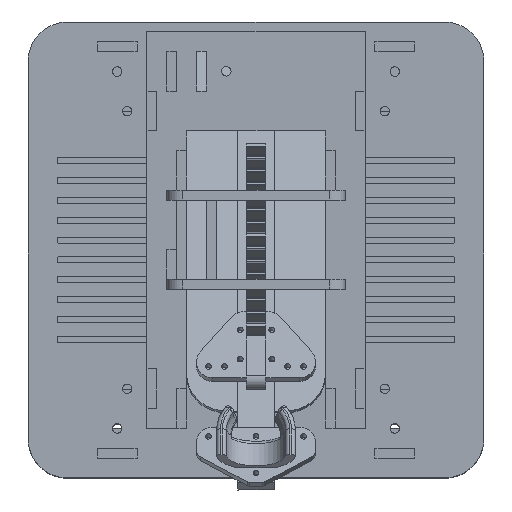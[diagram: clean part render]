
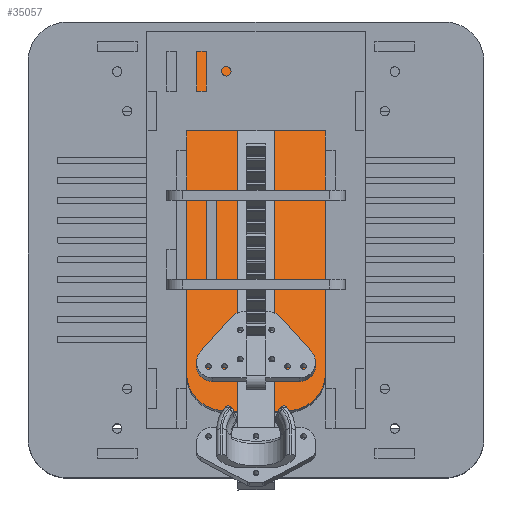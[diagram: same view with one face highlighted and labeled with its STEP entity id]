
A CAD part, top view. The second image highlights one B-rep face of the part: STEP entity #35057.
In plain terms, the highlighted planar face has unit normal (0, 0.375, 0.927).
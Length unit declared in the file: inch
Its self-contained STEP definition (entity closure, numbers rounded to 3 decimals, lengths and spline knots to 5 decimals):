
#688=FACE_BOUND('',#5762,.T.);
#689=FACE_BOUND('',#5763,.T.);
#690=FACE_BOUND('',#5764,.T.);
#691=FACE_BOUND('',#5765,.T.);
#692=FACE_BOUND('',#5766,.T.);
#693=FACE_BOUND('',#5767,.T.);
#694=FACE_BOUND('',#5768,.T.);
#695=FACE_BOUND('',#5769,.T.);
#696=FACE_BOUND('',#5770,.T.);
#697=FACE_BOUND('',#5771,.T.);
#698=FACE_BOUND('',#5772,.T.);
#1813=PLANE('',#38125);
#3561=FACE_OUTER_BOUND('',#5761,.T.);
#5761=EDGE_LOOP('',(#32097,#32098,#32099,#32100,#32101,#32102));
#5762=EDGE_LOOP('',(#32103));
#5763=EDGE_LOOP('',(#32104));
#5764=EDGE_LOOP('',(#32105));
#5765=EDGE_LOOP('',(#32106));
#5766=EDGE_LOOP('',(#32107));
#5767=EDGE_LOOP('',(#32108));
#5768=EDGE_LOOP('',(#32109));
#5769=EDGE_LOOP('',(#32110));
#5770=EDGE_LOOP('',(#32111));
#5771=EDGE_LOOP('',(#32112));
#5772=EDGE_LOOP('',(#32113));
#9426=LINE('',#57228,#13279);
#9429=LINE('',#57234,#13282);
#9433=LINE('',#57246,#13286);
#9437=LINE('',#57256,#13290);
#13279=VECTOR('',#47206,0.3937);
#13282=VECTOR('',#47211,0.3937);
#13286=VECTOR('',#47223,0.3937);
#13290=VECTOR('',#47235,0.3937);
#14697=CIRCLE('',#38083,0.0925);
#14699=CIRCLE('',#38086,0.075);
#14701=CIRCLE('',#38089,0.0925);
#14703=CIRCLE('',#38092,0.075);
#14705=CIRCLE('',#38095,0.075);
#14707=CIRCLE('',#38098,0.075);
#14709=CIRCLE('',#38101,0.075);
#14711=CIRCLE('',#38104,0.075);
#14713=CIRCLE('',#38107,0.075);
#14715=CIRCLE('',#38110,0.075);
#14717=CIRCLE('',#38113,0.075);
#14720=CIRCLE('',#38119,1.);
#14722=CIRCLE('',#38123,1.);
#17753=VERTEX_POINT('',#57156);
#17755=VERTEX_POINT('',#57162);
#17757=VERTEX_POINT('',#57168);
#17759=VERTEX_POINT('',#57174);
#17761=VERTEX_POINT('',#57180);
#17763=VERTEX_POINT('',#57186);
#17765=VERTEX_POINT('',#57192);
#17767=VERTEX_POINT('',#57198);
#17769=VERTEX_POINT('',#57204);
#17771=VERTEX_POINT('',#57210);
#17773=VERTEX_POINT('',#57216);
#17777=VERTEX_POINT('',#57225);
#17778=VERTEX_POINT('',#57227);
#17780=VERTEX_POINT('',#57233);
#17782=VERTEX_POINT('',#57239);
#17784=VERTEX_POINT('',#57245);
#17786=VERTEX_POINT('',#57251);
#22561=EDGE_CURVE('',#17753,#17753,#14697,.T.);
#22564=EDGE_CURVE('',#17755,#17755,#14699,.T.);
#22567=EDGE_CURVE('',#17757,#17757,#14701,.T.);
#22570=EDGE_CURVE('',#17759,#17759,#14703,.T.);
#22573=EDGE_CURVE('',#17761,#17761,#14705,.T.);
#22576=EDGE_CURVE('',#17763,#17763,#14707,.T.);
#22579=EDGE_CURVE('',#17765,#17765,#14709,.T.);
#22582=EDGE_CURVE('',#17767,#17767,#14711,.T.);
#22585=EDGE_CURVE('',#17769,#17769,#14713,.T.);
#22588=EDGE_CURVE('',#17771,#17771,#14715,.T.);
#22591=EDGE_CURVE('',#17773,#17773,#14717,.T.);
#22596=EDGE_CURVE('',#17778,#17777,#9426,.T.);
#22599=EDGE_CURVE('',#17780,#17778,#9429,.T.);
#22602=EDGE_CURVE('',#17782,#17780,#14720,.T.);
#22605=EDGE_CURVE('',#17784,#17782,#9433,.T.);
#22608=EDGE_CURVE('',#17786,#17784,#14722,.T.);
#22611=EDGE_CURVE('',#17777,#17786,#9437,.T.);
#32097=ORIENTED_EDGE('',*,*,#22611,.T.);
#32098=ORIENTED_EDGE('',*,*,#22608,.T.);
#32099=ORIENTED_EDGE('',*,*,#22605,.T.);
#32100=ORIENTED_EDGE('',*,*,#22602,.T.);
#32101=ORIENTED_EDGE('',*,*,#22599,.T.);
#32102=ORIENTED_EDGE('',*,*,#22596,.T.);
#32103=ORIENTED_EDGE('',*,*,#22591,.T.);
#32104=ORIENTED_EDGE('',*,*,#22588,.T.);
#32105=ORIENTED_EDGE('',*,*,#22585,.T.);
#32106=ORIENTED_EDGE('',*,*,#22582,.T.);
#32107=ORIENTED_EDGE('',*,*,#22579,.T.);
#32108=ORIENTED_EDGE('',*,*,#22576,.T.);
#32109=ORIENTED_EDGE('',*,*,#22573,.T.);
#32110=ORIENTED_EDGE('',*,*,#22570,.T.);
#32111=ORIENTED_EDGE('',*,*,#22567,.T.);
#32112=ORIENTED_EDGE('',*,*,#22564,.T.);
#32113=ORIENTED_EDGE('',*,*,#22561,.T.);
#35057=ADVANCED_FACE('',(#3561,#688,#689,#690,#691,#692,#693,#694,#695,
#696,#697,#698),#1813,.T.);
#38083=AXIS2_PLACEMENT_3D('',#57157,#47127,#47128);
#38086=AXIS2_PLACEMENT_3D('',#57163,#47134,#47135);
#38089=AXIS2_PLACEMENT_3D('',#57169,#47141,#47142);
#38092=AXIS2_PLACEMENT_3D('',#57175,#47148,#47149);
#38095=AXIS2_PLACEMENT_3D('',#57181,#47155,#47156);
#38098=AXIS2_PLACEMENT_3D('',#57187,#47162,#47163);
#38101=AXIS2_PLACEMENT_3D('',#57193,#47169,#47170);
#38104=AXIS2_PLACEMENT_3D('',#57199,#47176,#47177);
#38107=AXIS2_PLACEMENT_3D('',#57205,#47183,#47184);
#38110=AXIS2_PLACEMENT_3D('',#57211,#47190,#47191);
#38113=AXIS2_PLACEMENT_3D('',#57217,#47197,#47198);
#38119=AXIS2_PLACEMENT_3D('',#57240,#47217,#47218);
#38123=AXIS2_PLACEMENT_3D('',#57252,#47229,#47230);
#38125=AXIS2_PLACEMENT_3D('',#57257,#47236,#47237);
#47127=DIRECTION('center_axis',(0.,-0.375,
-0.927));
#47128=DIRECTION('ref_axis',(-1.,0.,0.));
#47134=DIRECTION('center_axis',(0.,-0.375,
-0.927));
#47135=DIRECTION('ref_axis',(-1.,0.,0.));
#47141=DIRECTION('center_axis',(0.,-0.375,
-0.927));
#47142=DIRECTION('ref_axis',(-1.,0.,0.));
#47148=DIRECTION('center_axis',(0.,-0.375,
-0.927));
#47149=DIRECTION('ref_axis',(-1.,0.,0.));
#47155=DIRECTION('center_axis',(0.,-0.375,
-0.927));
#47156=DIRECTION('ref_axis',(-1.,0.,0.));
#47162=DIRECTION('center_axis',(0.,-0.375,
-0.927));
#47163=DIRECTION('ref_axis',(-1.,0.,0.));
#47169=DIRECTION('center_axis',(0.,-0.375,
-0.927));
#47170=DIRECTION('ref_axis',(-1.,0.,0.));
#47176=DIRECTION('center_axis',(0.,-0.375,
-0.927));
#47177=DIRECTION('ref_axis',(-1.,0.,0.));
#47183=DIRECTION('center_axis',(0.,-0.375,
-0.927));
#47184=DIRECTION('ref_axis',(-1.,0.,0.));
#47190=DIRECTION('center_axis',(0.,-0.375,
-0.927));
#47191=DIRECTION('ref_axis',(-1.,0.,0.));
#47197=DIRECTION('center_axis',(0.,-0.375,
-0.927));
#47198=DIRECTION('ref_axis',(-1.,0.,0.));
#47206=DIRECTION('',(-1.,0.,0.));
#47211=DIRECTION('',(0.,0.927,-0.375));
#47217=DIRECTION('center_axis',(0.,0.375,
0.927));
#47218=DIRECTION('ref_axis',(0.,-0.927,0.375));
#47223=DIRECTION('',(1.,0.,0.));
#47229=DIRECTION('center_axis',(0.,0.375,
0.927));
#47230=DIRECTION('ref_axis',(-1.,0.,0.));
#47235=DIRECTION('',(0.,-0.927,0.375));
#47236=DIRECTION('center_axis',(0.,0.375,
0.927));
#47237=DIRECTION('ref_axis',(-1.,0.,0.));
#57156=CARTESIAN_POINT('',(0.555,4.97231,6.49701));
#57157=CARTESIAN_POINT('Origin',(0.4625,4.97231,6.49701));
#57162=CARTESIAN_POINT('',(0.075,1.95896,7.71448));
#57163=CARTESIAN_POINT('Origin',(0.,1.95896,
7.71448));
#57168=CARTESIAN_POINT('',(-0.37,4.97231,6.49701));
#57169=CARTESIAN_POINT('Origin',(-0.4625,4.97231,6.49701));
#57174=CARTESIAN_POINT('',(0.075,3.81333,6.96527));
#57175=CARTESIAN_POINT('Origin',(0.,3.81333,
6.96527));
#57180=CARTESIAN_POINT('',(0.075,2.88615,7.33987));
#57181=CARTESIAN_POINT('Origin',(0.,2.88615,
7.33987));
#57186=CARTESIAN_POINT('',(0.075,-1.74977,9.21291));
#57187=CARTESIAN_POINT('Origin',(0.,-1.74977,
9.21291));
#57192=CARTESIAN_POINT('',(0.075,0.1046,8.46369));
#57193=CARTESIAN_POINT('Origin',(0.,0.1046,8.46369));
#57198=CARTESIAN_POINT('',(0.075,-3.60414,9.96212));
#57199=CARTESIAN_POINT('Origin',(0.,-3.60414,
9.96212));
#57204=CARTESIAN_POINT('',(0.075,-2.67695,9.58751));
#57205=CARTESIAN_POINT('Origin',(0.,-2.67695,
9.58751));
#57210=CARTESIAN_POINT('',(0.075,-0.82259,8.8383));
#57211=CARTESIAN_POINT('Origin',(0.,-0.82259,
8.8383));
#57216=CARTESIAN_POINT('',(0.075,1.03178,8.08909));
#57217=CARTESIAN_POINT('Origin',(0.,1.03178,
8.08909));
#57225=CARTESIAN_POINT('',(-1.75,5.20411,6.40336));
#57227=CARTESIAN_POINT('',(1.75,5.20411,6.40336));
#57228=CARTESIAN_POINT('',(-1.75,5.20411,6.40336));
#57233=CARTESIAN_POINT('',(1.75,-3.14055,9.77482));
#57234=CARTESIAN_POINT('',(1.75,5.20411,6.40336));
#57239=CARTESIAN_POINT('',(0.75,-4.06773,10.14942));
#57240=CARTESIAN_POINT('Origin',(0.75,-3.14055,9.77482));
#57245=CARTESIAN_POINT('',(-0.75,-4.06773,10.14942));
#57246=CARTESIAN_POINT('',(0.75,-4.06773,10.14942));
#57251=CARTESIAN_POINT('',(-1.75,-3.14055,9.77482));
#57252=CARTESIAN_POINT('Origin',(-0.75,-3.14055,9.77482));
#57256=CARTESIAN_POINT('',(-1.75,-3.14055,9.77482));
#57257=CARTESIAN_POINT('Origin',(0.,0.56819,
8.27639));
